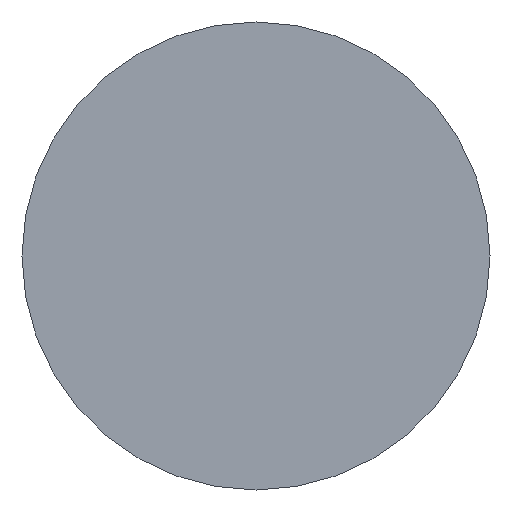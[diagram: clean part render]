
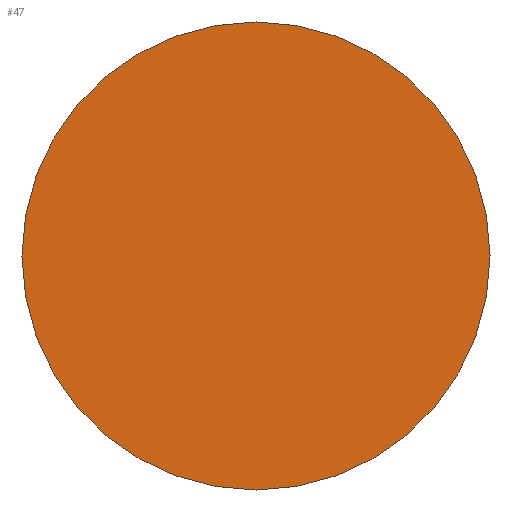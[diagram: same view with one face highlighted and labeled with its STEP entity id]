
A CAD part, front view. The second image highlights one B-rep face of the part: STEP entity #47.
In plain terms, the highlighted planar face has unit normal (0, -1, 0).
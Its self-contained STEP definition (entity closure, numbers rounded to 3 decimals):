
#1 = AXIS2_PLACEMENT_3D ( 'NONE', #42, #97, #20 ) ;
#2 = DIRECTION ( 'NONE',  ( 0., 1., 0. ) ) ;
#10 = CIRCLE ( 'NONE', #1, 0.6 ) ;
#19 = EDGE_CURVE ( 'NONE', #95, #140, #10, .T. ) ;
#20 = DIRECTION ( 'NONE',  ( 0., 0., 1. ) ) ;
#28 = AXIS2_PLACEMENT_3D ( 'NONE', #61, #38, #96 ) ;
#29 = PLANE ( 'NONE',  #28 ) ;
#38 = DIRECTION ( 'NONE',  ( 0., 1., 0. ) ) ;
#39 = ORIENTED_EDGE ( 'NONE', *, *, #103, .F. ) ;
#41 = ORIENTED_EDGE ( 'NONE', *, *, #19, .F. ) ;
#42 = CARTESIAN_POINT ( 'NONE',  ( 0., -4., 0. ) ) ;
#47 = ADVANCED_FACE ( 'NONE', ( #72 ), #29, .F. ) ;
#57 = CARTESIAN_POINT ( 'NONE',  ( 0., -4., 0. ) ) ;
#61 = CARTESIAN_POINT ( 'NONE',  ( 0., -4., 0. ) ) ;
#65 = DIRECTION ( 'NONE',  ( 0., 0., 1. ) ) ;
#72 = FACE_OUTER_BOUND ( 'NONE', #127, .T. ) ;
#77 = CARTESIAN_POINT ( 'NONE',  ( 0., -4., 0.6 ) ) ;
#89 = CARTESIAN_POINT ( 'NONE',  ( 0., -4., -0.6 ) ) ;
#90 = CIRCLE ( 'NONE', #114, 0.6 ) ;
#95 = VERTEX_POINT ( 'NONE', #77 ) ;
#96 = DIRECTION ( 'NONE',  ( 0., 0., 1. ) ) ;
#97 = DIRECTION ( 'NONE',  ( 0., 1., 0. ) ) ;
#103 = EDGE_CURVE ( 'NONE', #140, #95, #90, .T. ) ;
#114 = AXIS2_PLACEMENT_3D ( 'NONE', #57, #2, #65 ) ;
#127 = EDGE_LOOP ( 'NONE', ( #39, #41 ) ) ;
#140 = VERTEX_POINT ( 'NONE', #89 ) ;
